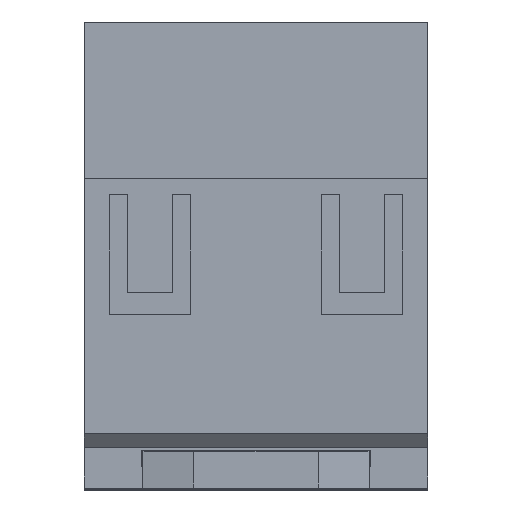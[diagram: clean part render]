
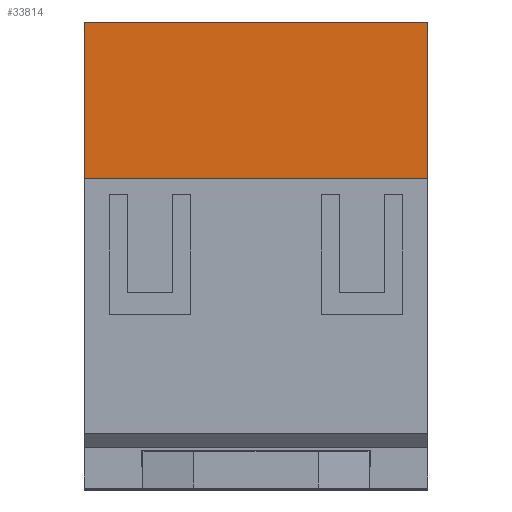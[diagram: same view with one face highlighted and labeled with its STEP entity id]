
A CAD part, top view. The second image highlights one B-rep face of the part: STEP entity #33814.
In plain terms, the highlighted planar face has unit normal (0, 0, -1).
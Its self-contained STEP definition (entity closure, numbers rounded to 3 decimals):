
#640 = CARTESIAN_POINT ( 'NONE',  ( 11., 31.5, -11.75 ) ) ;
#1494 = CARTESIAN_POINT ( 'NONE',  ( 15.8, 21.5, -11.75 ) ) ;
#1930 = EDGE_CURVE ( 'NONE', #10304, #21027, #10817, .T. ) ;
#2366 = VERTEX_POINT ( 'NONE', #45753 ) ;
#2990 = ORIENTED_EDGE ( 'NONE', *, *, #47751, .T. ) ;
#3070 = LINE ( 'NONE', #31110, #48811 ) ;
#3698 = CARTESIAN_POINT ( 'NONE',  ( -15.8, 21.5, -11.75 ) ) ;
#4255 = CARTESIAN_POINT ( 'NONE',  ( 11., 27., -11.75 ) ) ;
#4512 = CARTESIAN_POINT ( 'NONE',  ( 0., 20., -11.75 ) ) ;
#5200 = DIRECTION ( 'NONE',  ( 0., 1., 0. ) ) ;
#5434 = LINE ( 'NONE', #4512, #17575 ) ;
#6031 = DIRECTION ( 'NONE',  ( 0., 1., 0. ) ) ;
#8154 = DIRECTION ( 'NONE',  ( -1., 0., 0. ) ) ;
#9101 = PLANE ( 'NONE',  #41341 ) ;
#9379 = VECTOR ( 'NONE', #22130, 1000. ) ;
#9395 = VECTOR ( 'NONE', #6031, 1000. ) ;
#10304 = VERTEX_POINT ( 'NONE', #13943 ) ;
#10429 = LINE ( 'NONE', #26397, #57626 ) ;
#10817 = LINE ( 'NONE', #1494, #9395 ) ;
#12468 = ORIENTED_EDGE ( 'NONE', *, *, #24252, .T. ) ;
#13488 = CARTESIAN_POINT ( 'NONE',  ( 15.8, 20., -11.75 ) ) ;
#13682 = DIRECTION ( 'NONE',  ( -1., 0., 0. ) ) ;
#13943 = CARTESIAN_POINT ( 'NONE',  ( 15.8, 20., -11.75 ) ) ;
#14407 = VERTEX_POINT ( 'NONE', #26176 ) ;
#15451 = EDGE_CURVE ( 'NONE', #44704, #14407, #15951, .T. ) ;
#15951 = LINE ( 'NONE', #3698, #43141 ) ;
#17143 = CARTESIAN_POINT ( 'NONE',  ( -15.8, 43., -11.75 ) ) ;
#17575 = VECTOR ( 'NONE', #27125, 1000. ) ;
#17707 = LINE ( 'NONE', #640, #42007 ) ;
#21027 = VERTEX_POINT ( 'NONE', #38098 ) ;
#22130 = DIRECTION ( 'NONE',  ( 1., 0., 0. ) ) ;
#22618 = DIRECTION ( 'NONE',  ( -1., 0., 0. ) ) ;
#23099 = EDGE_CURVE ( 'NONE', #43591, #10304, #56586, .T. ) ;
#23500 = VECTOR ( 'NONE', #22618, 1000. ) ;
#24043 = ORIENTED_EDGE ( 'NONE', *, *, #23099, .F. ) ;
#24252 = EDGE_CURVE ( 'NONE', #29915, #2366, #47818, .T. ) ;
#26176 = CARTESIAN_POINT ( 'NONE',  ( -15.8, 20., -11.75 ) ) ;
#26255 = EDGE_CURVE ( 'NONE', #55822, #14407, #5434, .T. ) ;
#26322 = CARTESIAN_POINT ( 'NONE',  ( 11., 20., -11.75 ) ) ;
#26397 = CARTESIAN_POINT ( 'NONE',  ( -15.8, 43., -11.75 ) ) ;
#27125 = DIRECTION ( 'NONE',  ( -1., 0., 0. ) ) ;
#27220 = CARTESIAN_POINT ( 'NONE',  ( 0., 27., -11.75 ) ) ;
#29915 = VERTEX_POINT ( 'NONE', #4255 ) ;
#31110 = CARTESIAN_POINT ( 'NONE',  ( -11., 31.5, -11.75 ) ) ;
#31246 = FACE_OUTER_BOUND ( 'NONE', #34272, .T. ) ;
#33342 = EDGE_CURVE ( 'NONE', #43591, #29915, #17707, .T. ) ;
#33814 = ADVANCED_FACE ( 'NONE', ( #31246 ), #9101, .T. ) ;
#34272 = EDGE_LOOP ( 'NONE', ( #55353, #49589, #39021, #45854, #24043, #47663, #12468, #2990 ) ) ;
#35689 = DIRECTION ( 'NONE',  ( 0., -1., 0. ) ) ;
#38098 = CARTESIAN_POINT ( 'NONE',  ( 15.8, 43., -11.75 ) ) ;
#39021 = ORIENTED_EDGE ( 'NONE', *, *, #51973, .F. ) ;
#41078 = DIRECTION ( 'NONE',  ( 0., 0., -1. ) ) ;
#41341 = AXIS2_PLACEMENT_3D ( 'NONE', #13488, #41078, #13682 ) ;
#42007 = VECTOR ( 'NONE', #5200, 1000. ) ;
#43141 = VECTOR ( 'NONE', #58382, 1000. ) ;
#43591 = VERTEX_POINT ( 'NONE', #26322 ) ;
#44704 = VERTEX_POINT ( 'NONE', #17143 ) ;
#45753 = CARTESIAN_POINT ( 'NONE',  ( -11., 27., -11.75 ) ) ;
#45854 = ORIENTED_EDGE ( 'NONE', *, *, #1930, .F. ) ;
#47663 = ORIENTED_EDGE ( 'NONE', *, *, #33342, .T. ) ;
#47751 = EDGE_CURVE ( 'NONE', #2366, #55822, #3070, .T. ) ;
#47818 = LINE ( 'NONE', #27220, #23500 ) ;
#48547 = CARTESIAN_POINT ( 'NONE',  ( -11., 20., -11.75 ) ) ;
#48811 = VECTOR ( 'NONE', #35689, 1000. ) ;
#49589 = ORIENTED_EDGE ( 'NONE', *, *, #15451, .F. ) ;
#51973 = EDGE_CURVE ( 'NONE', #21027, #44704, #10429, .T. ) ;
#54068 = CARTESIAN_POINT ( 'NONE',  ( 12.65, 20., -11.75 ) ) ;
#55353 = ORIENTED_EDGE ( 'NONE', *, *, #26255, .T. ) ;
#55822 = VERTEX_POINT ( 'NONE', #48547 ) ;
#56586 = LINE ( 'NONE', #54068, #9379 ) ;
#57626 = VECTOR ( 'NONE', #8154, 1000. ) ;
#58382 = DIRECTION ( 'NONE',  ( 0., -1., 0. ) ) ;
